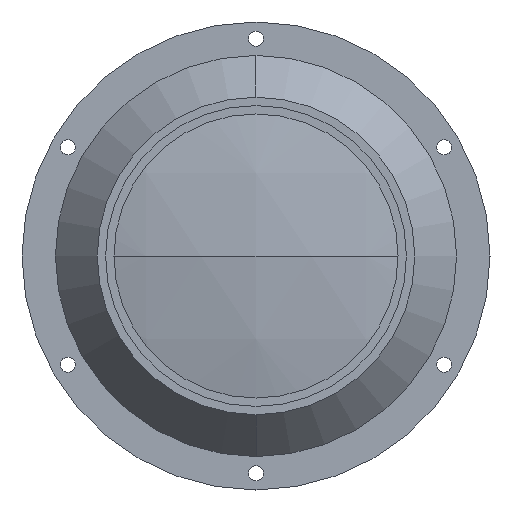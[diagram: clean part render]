
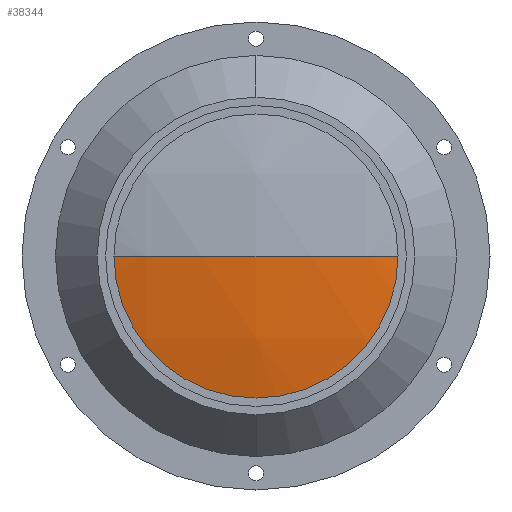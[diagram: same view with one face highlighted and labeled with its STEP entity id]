
A CAD part, left-side view. The second image highlights one B-rep face of the part: STEP entity #38344.
In plain terms, the highlighted spherical face has radius 205.389 mm.
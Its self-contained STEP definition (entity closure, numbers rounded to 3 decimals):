
#679 = CARTESIAN_POINT ( 'NONE',  ( 6.003, 0., -49.293 ) ) ;
#2454 = AXIS2_PLACEMENT_3D ( 'NONE', #35732, #51322, #44297 ) ;
#3220 = ORIENTED_EDGE ( 'NONE', *, *, #40929, .T. ) ;
#4380 = EDGE_LOOP ( 'NONE', ( #25845, #35437, #3220, #19829 ) ) ;
#4669 = DIRECTION ( 'NONE',  ( 0., 0., -1. ) ) ;
#6804 = CARTESIAN_POINT ( 'NONE',  ( 205.389, 0., 0. ) ) ;
#8564 = CARTESIAN_POINT ( 'NONE',  ( 205.389, 0., 0. ) ) ;
#10057 = DIRECTION ( 'NONE',  ( 0., 0., -1. ) ) ;
#10200 = DIRECTION ( 'NONE',  ( 1., 0., 0. ) ) ;
#10253 = VERTEX_POINT ( 'NONE', #49254 ) ;
#10712 = CIRCLE ( 'NONE', #28077, 49.293 ) ;
#12650 = CARTESIAN_POINT ( 'NONE',  ( 6.003, 0., 0. ) ) ;
#14712 = CIRCLE ( 'NONE', #28775, 205.389 ) ;
#15818 = EDGE_CURVE ( 'NONE', #47777, #42053, #14712, .T. ) ;
#16021 = DIRECTION ( 'NONE',  ( 0., 0., 1. ) ) ;
#19829 = ORIENTED_EDGE ( 'NONE', *, *, #15818, .F. ) ;
#21712 = CARTESIAN_POINT ( 'NONE',  ( 205.389, 0., 0. ) ) ;
#23384 = AXIS2_PLACEMENT_3D ( 'NONE', #8564, #4669, #44357 ) ;
#25113 = SPHERICAL_SURFACE ( 'NONE', #38241, 205.389 ) ;
#25845 = ORIENTED_EDGE ( 'NONE', *, *, #35337, .T. ) ;
#28077 = AXIS2_PLACEMENT_3D ( 'NONE', #12650, #32364, #16021 ) ;
#28775 = AXIS2_PLACEMENT_3D ( 'NONE', #6804, #45989, #10200 ) ;
#29775 = DIRECTION ( 'NONE',  ( 0., 1., 0. ) ) ;
#32364 = DIRECTION ( 'NONE',  ( -1., 0., 0. ) ) ;
#35337 = EDGE_CURVE ( 'NONE', #47777, #37603, #10712, .T. ) ;
#35429 = EDGE_CURVE ( 'NONE', #37603, #10253, #49678, .T. ) ;
#35437 = ORIENTED_EDGE ( 'NONE', *, *, #35429, .T. ) ;
#35732 = CARTESIAN_POINT ( 'NONE',  ( 6.003, 0., 0. ) ) ;
#37603 = VERTEX_POINT ( 'NONE', #679 ) ;
#38019 = CARTESIAN_POINT ( 'NONE',  ( 6.003, 49.293, 0. ) ) ;
#38241 = AXIS2_PLACEMENT_3D ( 'NONE', #21712, #10057, #29775 ) ;
#38344 = ADVANCED_FACE ( 'NONE', ( #44833 ), #25113, .T. ) ;
#38468 = CARTESIAN_POINT ( 'NONE',  ( 0., 0., 0. ) ) ;
#40929 = EDGE_CURVE ( 'NONE', #10253, #42053, #44115, .T. ) ;
#42053 = VERTEX_POINT ( 'NONE', #38468 ) ;
#44115 = CIRCLE ( 'NONE', #23384, 205.389 ) ;
#44297 = DIRECTION ( 'NONE',  ( 0., 0., 1. ) ) ;
#44357 = DIRECTION ( 'NONE',  ( 0., 1., 0. ) ) ;
#44833 = FACE_OUTER_BOUND ( 'NONE', #4380, .T. ) ;
#45989 = DIRECTION ( 'NONE',  ( 0., 0., 1. ) ) ;
#47777 = VERTEX_POINT ( 'NONE', #38019 ) ;
#49254 = CARTESIAN_POINT ( 'NONE',  ( 6.003, -49.293, 0. ) ) ;
#49678 = CIRCLE ( 'NONE', #2454, 49.293 ) ;
#51322 = DIRECTION ( 'NONE',  ( -1., 0., 0. ) ) ;
